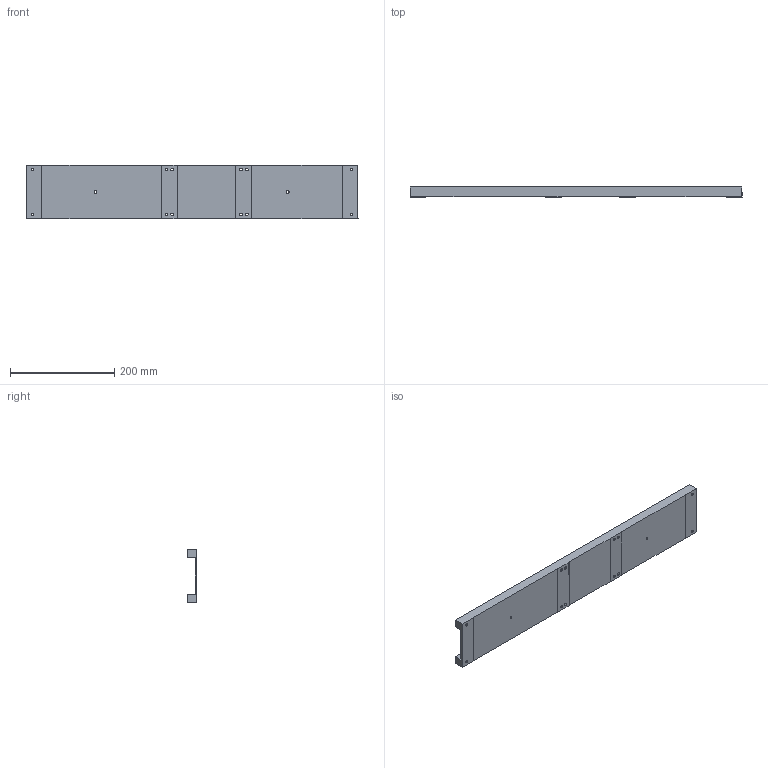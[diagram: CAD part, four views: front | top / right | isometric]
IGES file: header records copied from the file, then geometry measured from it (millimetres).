
Start section: SolidWorks IGES file using analytic representation for surfaces
Global section: file name: D1200339-v2_aLIGO ITM ELLIPTICAL BAFFLE BOX TOP SUPPORT BRACKET.IGS; native system: SolidWorks 2012; preprocessor: SolidWorks 2012; author: tnguyen; date: 120627.095443; units: inch
Bounding box: 635.81 x 19.05 x 101.6 mm (x, y, z)
Surface area: 178404.7 mm2 (no closed solid volume)
Topology: 0 solids, 0 shells, 66 faces, 1336 edges, 1336 vertices
Faces by surface type: revolution 36, bspline 30
